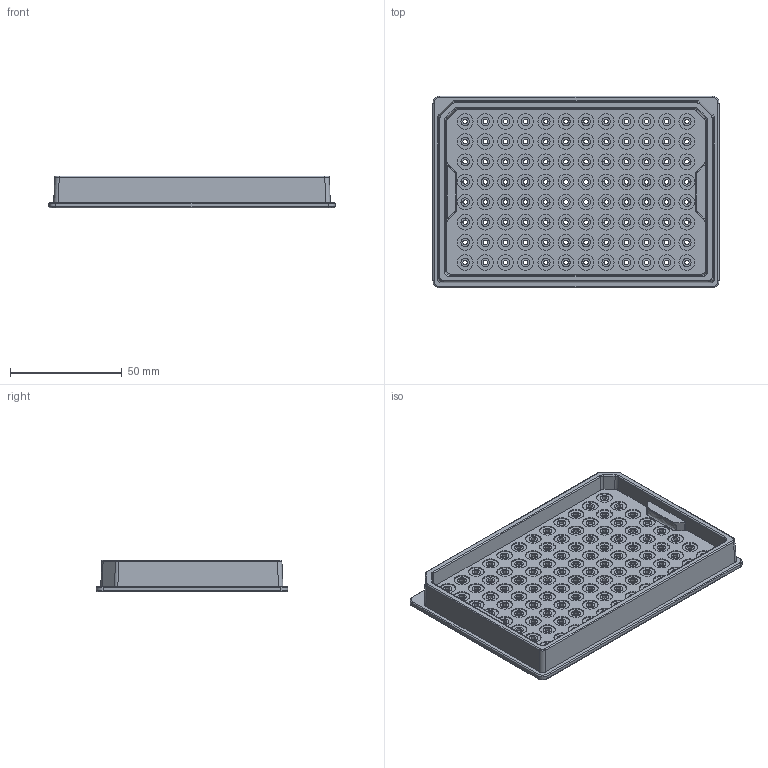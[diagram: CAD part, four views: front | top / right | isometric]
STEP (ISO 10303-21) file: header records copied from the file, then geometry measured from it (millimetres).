
FILE_DESCRIPTION(/* description */ (''),/* implementation_level */ '2;1');
FILE_NAME(/* name */ 'STACKS 96 well format_Nic_Wheeler_2023_forPublicArchive v3.step',/* time_stamp */ '2023-03-01T14:42:28-06:00',/* author */ (''),/* organization */ (''),/* preprocessor_version */ 'ST-DEVELOPER v19.2',/* originating_system */ 'Autodesk Translation Framework v11.17.0.187',/* authorisation */ '');
FILE_SCHEMA (('AUTOMOTIVE_DESIGN { 1 0 10303 214 3 1 1 }'));
Length unit declared in the file: millimetre
Products named in the file (1): STACKS 96 well format_Nic_Wheeler_2023_forPublicArchive
Bounding box: 127.76 x 85.48 x 14.2 mm (x, y, z)
Volume: 55117.6 mm3; surface area: 43408.9 mm2
Topology: 3 solids, 3 shells, 1055 faces, 1938 edges, 1276 vertices
Faces by surface type: cylinder 558, plane 471, bspline 14, torus 8, cone 4
Full cylindrical faces by diameter (mm): 2 x96, 3.778 x192, 7 x192
Entity records: 27441 total; most frequent: DIRECTION 5162, CARTESIAN_POINT 4846, ORIENTED_EDGE 3876, AXIS2_PLACEMENT_3D 2198, EDGE_CURVE 1938, EDGE_LOOP 1638, VERTEX_POINT 1276, CIRCLE 1096
